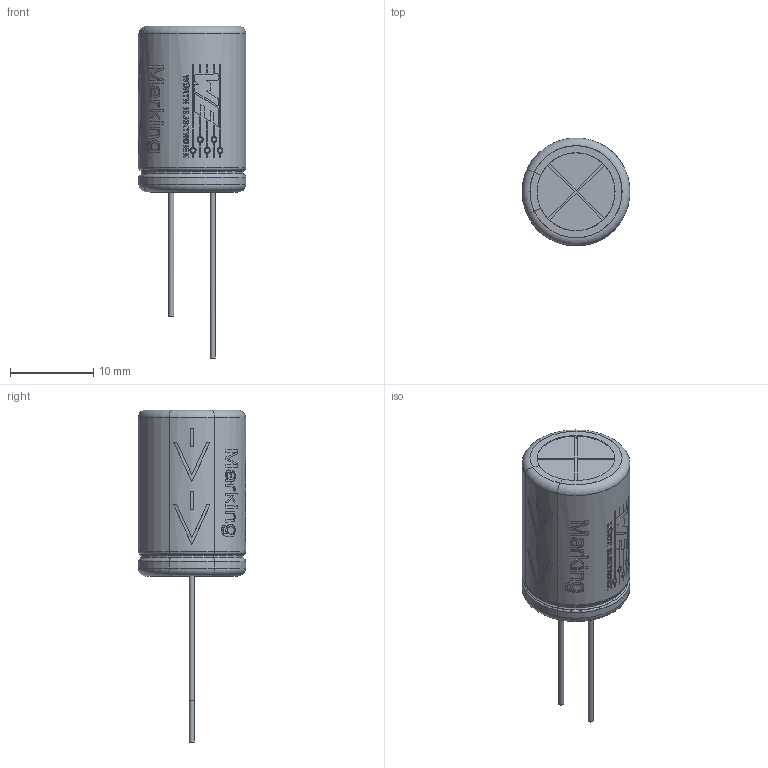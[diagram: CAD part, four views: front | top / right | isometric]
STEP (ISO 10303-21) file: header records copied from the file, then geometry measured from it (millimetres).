
FILE_DESCRIPTION( ( 'Unknown' ), '1' );
FILE_NAME( '13x20x5x0.6.stp', 'Unknown', ( 'Unknown' ), ( 'Unknown' ), 'PSStep 21.0.46', 'Unknown', ' ' );
FILE_SCHEMA( ( 'AUTOMOTIVE_DESIGN { 1 0 10303 214 1 1 1 1 }' ) );
Length unit declared in the file: millimetre
Products named in the file (3): 1; 2; 3
Bounding box: 12.97 x 12.98 x 40 mm (x, y, z)
Volume: 2603.1 mm3; surface area: 3158.9 mm2
Topology: 3 solids, 3 shells, 518 faces, 1312 edges, 869 vertices
Faces by surface type: plane 278, bspline 127, cylinder 89, torus 24
Full cylindrical faces by diameter (mm): 0.6 x2, 1.444 x1, 1.806 x1, 2.889 x1, 3.25 x1, 7.222 x1, 7.583 x1, 8.667 x1, 9.028 x1, 9.389 x2, 10.761 x1, 11.108 x1, 12.111 x1, 12.131 x1, 12.78 x2, 12.8 x2
Entity records: 27073 total; most frequent: CARTESIAN_POINT 11205, ORIENTED_EDGE 2534, DIRECTION 2079, EDGE_CURVE 1267, VERTEX_POINT 865, AXIS2_PLACEMENT_3D 703, LINE 673, VECTOR 673
